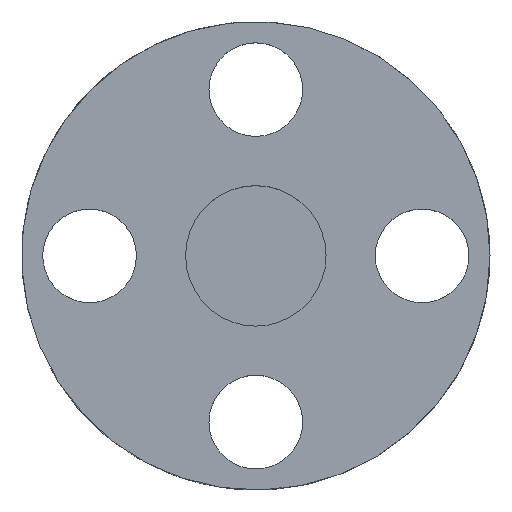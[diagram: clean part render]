
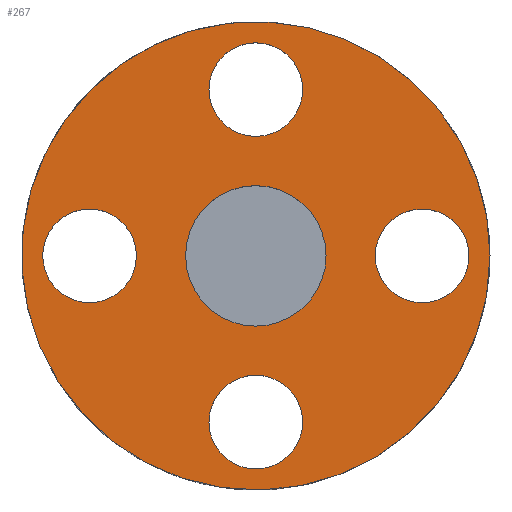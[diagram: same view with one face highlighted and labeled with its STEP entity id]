
A CAD part, top view. The second image highlights one B-rep face of the part: STEP entity #267.
In plain terms, the highlighted planar face has unit normal (0, 0, 1).
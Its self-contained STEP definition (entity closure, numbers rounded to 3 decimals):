
#227=FACE_BOUND('',#417,.T.);
#228=FACE_BOUND('',#418,.T.);
#229=FACE_BOUND('',#419,.T.);
#230=FACE_BOUND('',#420,.T.);
#231=FACE_BOUND('',#421,.T.);
#232=FACE_BOUND('',#422,.T.);
#267=ADVANCED_FACE('',(#227,#228,#229,#230,#231,#232),#317,.T.);
#317=PLANE('',#1274);
#417=EDGE_LOOP('',(#581));
#418=EDGE_LOOP('',(#582));
#419=EDGE_LOOP('',(#583));
#420=EDGE_LOOP('',(#584));
#421=EDGE_LOOP('',(#585));
#422=EDGE_LOOP('',(#586));
#581=ORIENTED_EDGE('',*,*,#1026,.F.);
#582=ORIENTED_EDGE('',*,*,#951,.T.);
#583=ORIENTED_EDGE('',*,*,#949,.F.);
#584=ORIENTED_EDGE('',*,*,#947,.F.);
#585=ORIENTED_EDGE('',*,*,#945,.F.);
#586=ORIENTED_EDGE('',*,*,#965,.F.);
#828=VERTEX_POINT('',#1757);
#830=VERTEX_POINT('',#1762);
#832=VERTEX_POINT('',#1767);
#834=VERTEX_POINT('',#1772);
#845=VERTEX_POINT('',#1798);
#899=VERTEX_POINT('',#1926);
#945=EDGE_CURVE('',#828,#828,#1114,.T.);
#947=EDGE_CURVE('',#830,#830,#1116,.T.);
#949=EDGE_CURVE('',#832,#832,#1118,.T.);
#951=EDGE_CURVE('',#834,#834,#1120,.T.);
#965=EDGE_CURVE('',#845,#845,#1126,.T.);
#1026=EDGE_CURVE('',#899,#899,#1163,.T.);
#1114=CIRCLE('',#1207,2.);
#1116=CIRCLE('',#1210,2.);
#1118=CIRCLE('',#1213,2.);
#1120=CIRCLE('',#1216,10.);
#1126=CIRCLE('',#1223,2.);
#1163=CIRCLE('',#1273,3.);
#1207=AXIS2_PLACEMENT_3D('',#1756,#1382,#1383);
#1210=AXIS2_PLACEMENT_3D('',#1761,#1388,#1389);
#1213=AXIS2_PLACEMENT_3D('',#1766,#1394,#1395);
#1216=AXIS2_PLACEMENT_3D('',#1771,#1400,#1401);
#1223=AXIS2_PLACEMENT_3D('',#1797,#1422,#1423);
#1273=AXIS2_PLACEMENT_3D('',#1925,#1546,#1547);
#1274=AXIS2_PLACEMENT_3D('',#1927,#1548,#1549);
#1382=DIRECTION('',(0.,0.,1.));
#1383=DIRECTION('',(1.,0.,0.));
#1388=DIRECTION('',(0.,0.,1.));
#1389=DIRECTION('',(1.,0.,0.));
#1394=DIRECTION('',(0.,0.,1.));
#1395=DIRECTION('',(1.,0.,0.));
#1400=DIRECTION('',(0.,0.,1.));
#1401=DIRECTION('',(1.,0.,0.));
#1422=DIRECTION('',(0.,0.,1.));
#1423=DIRECTION('',(1.,0.,0.));
#1546=DIRECTION('',(0.,0.,1.));
#1547=DIRECTION('',(1.,0.,0.));
#1548=DIRECTION('',(0.,0.,1.));
#1549=DIRECTION('',(1.,0.,0.));
#1756=CARTESIAN_POINT('',(0.,-7.1,3.));
#1757=CARTESIAN_POINT('',(2.,-7.1,3.));
#1761=CARTESIAN_POINT('',(0.,7.1,3.));
#1762=CARTESIAN_POINT('',(2.,7.1,3.));
#1766=CARTESIAN_POINT('',(7.1,0.,3.));
#1767=CARTESIAN_POINT('',(9.1,0.,3.));
#1771=CARTESIAN_POINT('',(0.,0.,3.));
#1772=CARTESIAN_POINT('',(10.,0.,3.));
#1797=CARTESIAN_POINT('',(-7.1,0.,3.));
#1798=CARTESIAN_POINT('',(-5.1,0.,3.));
#1925=CARTESIAN_POINT('',(0.,0.,3.));
#1926=CARTESIAN_POINT('',(3.,0.,3.));
#1927=CARTESIAN_POINT('',(3.55,0.,3.));
